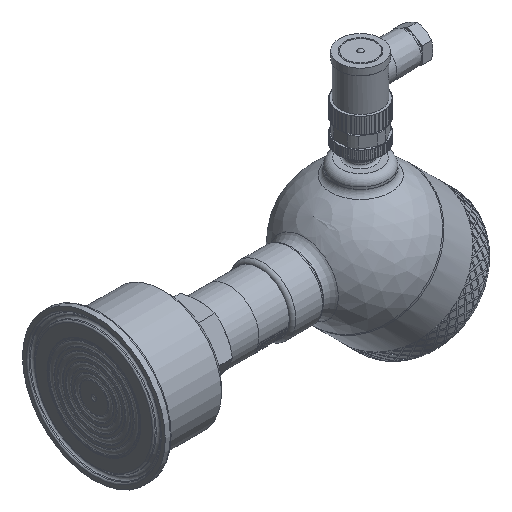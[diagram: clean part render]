
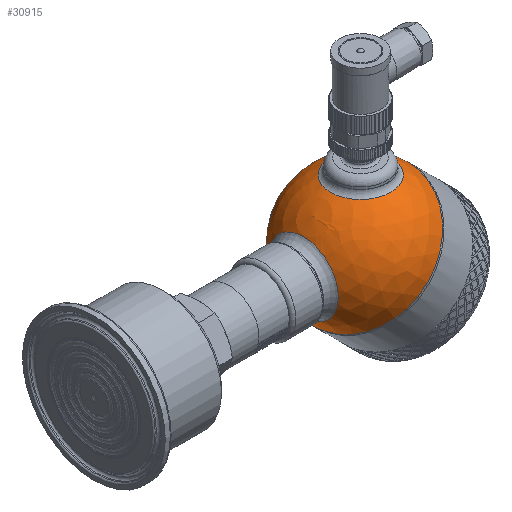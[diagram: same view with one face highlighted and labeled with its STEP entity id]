
A CAD part, isometric view. The second image highlights one B-rep face of the part: STEP entity #30915.
In plain terms, the highlighted spherical face has radius 30 mm.
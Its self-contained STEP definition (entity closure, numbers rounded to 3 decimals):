
#49=SPHERICAL_SURFACE('',#32357,30.);
#340=FACE_BOUND('',#5439,.T.);
#341=FACE_BOUND('',#5440,.T.);
#3314=FACE_OUTER_BOUND('',#5438,.T.);
#5438=EDGE_LOOP('',(#27109,#27110,#27111,#27112));
#5439=EDGE_LOOP('',(#27113));
#5440=EDGE_LOOP('',(#27114));
#6206=CIRCLE('',#32354,15.643);
#6209=CIRCLE('',#32358,30.);
#6210=CIRCLE('',#32359,30.);
#6211=CIRCLE('',#32360,30.);
#6212=CIRCLE('',#32361,13.5);
#14073=VERTEX_POINT('',#76897);
#14075=VERTEX_POINT('',#76903);
#14076=VERTEX_POINT('',#76904);
#14077=VERTEX_POINT('',#76906);
#14078=VERTEX_POINT('',#76909);
#18512=EDGE_CURVE('',#14073,#14073,#6206,.T.);
#18515=EDGE_CURVE('',#14075,#14076,#6209,.T.);
#18516=EDGE_CURVE('',#14075,#14077,#6210,.T.);
#18517=EDGE_CURVE('',#14076,#14075,#6211,.T.);
#18518=EDGE_CURVE('',#14078,#14078,#6212,.T.);
#27109=ORIENTED_EDGE('',*,*,#18515,.F.);
#27110=ORIENTED_EDGE('',*,*,#18516,.T.);
#27111=ORIENTED_EDGE('',*,*,#18516,.F.);
#27112=ORIENTED_EDGE('',*,*,#18517,.F.);
#27113=ORIENTED_EDGE('',*,*,#18512,.F.);
#27114=ORIENTED_EDGE('',*,*,#18518,.F.);
#30915=ADVANCED_FACE('',(#3314,#340,#341),#49,.T.);
#32354=AXIS2_PLACEMENT_3D('',#76898,#35975,#35976);
#32357=AXIS2_PLACEMENT_3D('',#76902,#35981,#35982);
#32358=AXIS2_PLACEMENT_3D('',#76905,#35983,#35984);
#32359=AXIS2_PLACEMENT_3D('',#76907,#35985,#35986);
#32360=AXIS2_PLACEMENT_3D('',#76908,#35987,#35988);
#32361=AXIS2_PLACEMENT_3D('',#76910,#35989,#35990);
#35975=DIRECTION('center_axis',(-0.707,0.,0.707));
#35976=DIRECTION('ref_axis',(0.707,0.,0.707));
#35981=DIRECTION('center_axis',(1.,0.,0.));
#35982=DIRECTION('ref_axis',(0.,-1.,0.));
#35983=DIRECTION('center_axis',(1.,0.,0.));
#35984=DIRECTION('ref_axis',(0.,1.,0.));
#35985=DIRECTION('center_axis',(0.,0.,1.));
#35986=DIRECTION('ref_axis',(0.,1.,0.));
#35987=DIRECTION('center_axis',(1.,0.,0.));
#35988=DIRECTION('ref_axis',(0.,1.,0.));
#35989=DIRECTION('center_axis',(-0.707,0.,-0.707));
#35990=DIRECTION('ref_axis',(-0.707,0.,0.707));
#76897=CARTESIAN_POINT('',(-29.162,0.,7.04));
#76898=CARTESIAN_POINT('Origin',(-18.101,0.,18.101));
#76902=CARTESIAN_POINT('Origin',(0.,0.,0.));
#76903=CARTESIAN_POINT('',(0.,30.,0.));
#76904=CARTESIAN_POINT('',(0.,-30.,0.));
#76905=CARTESIAN_POINT('Origin',(0.,0.,0.));
#76906=CARTESIAN_POINT('',(-30.,0.,0.));
#76907=CARTESIAN_POINT('Origin',(0.,0.,0.));
#76908=CARTESIAN_POINT('Origin',(0.,0.,0.));
#76909=CARTESIAN_POINT('',(-9.398,0.,-28.49));
#76910=CARTESIAN_POINT('Origin',(-18.944,0.,-18.944));
